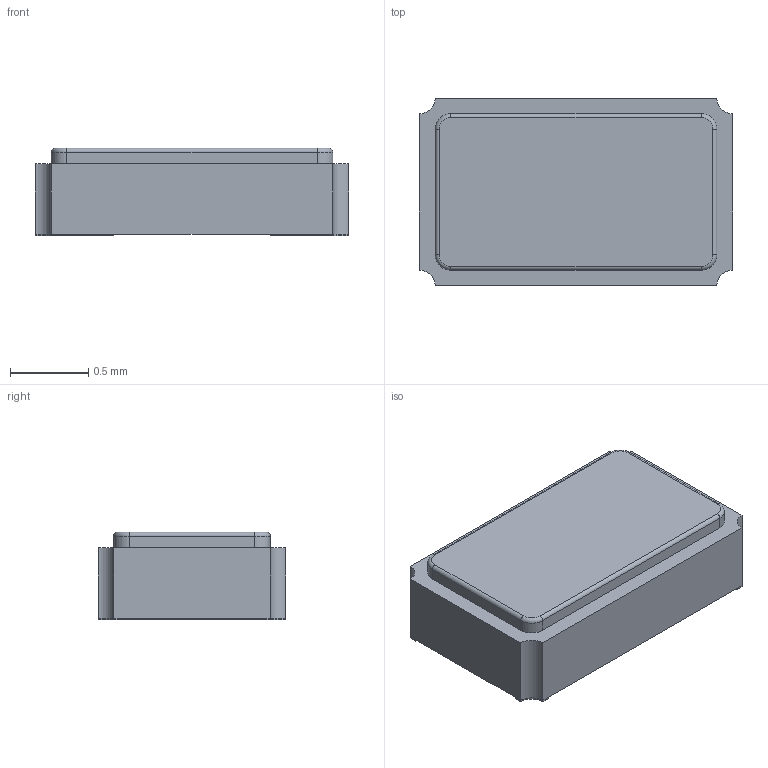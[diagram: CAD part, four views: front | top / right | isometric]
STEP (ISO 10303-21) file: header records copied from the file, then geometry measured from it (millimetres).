
FILE_DESCRIPTION(('FreeCAD Model'),'2;1');
FILE_NAME('Crystal2012-2.step' ,'2019-10-28T15:24:41',('Author'),(''), 'Open CASCADE STEP processor 7.3','FreeCAD','Unknown');
FILE_SCHEMA(('AUTOMOTIVE_DESIGN { 1 0 10303 214 1 1 1 1 }'));
Length unit declared in the file: millimetre
Products named in the file (1): Pad002
Bounding box: 2 x 1.2 x 0.56 mm (x, y, z)
Volume: 1.3 mm3; surface area: 8.1 mm2
Topology: 1 solids, 1 shells, 59 faces, 144 edges, 88 vertices
Faces by surface type: plane 31, cylinder 24, torus 4
Entity records: 4017 total; most frequent: CARTESIAN_POINT 648, DIRECTION 572, LINE 332, VECTOR 332, ORIENTED_EDGE 288, PCURVE 288, DEFINITIONAL_REPRESENTATION 288, EDGE_CURVE 144
